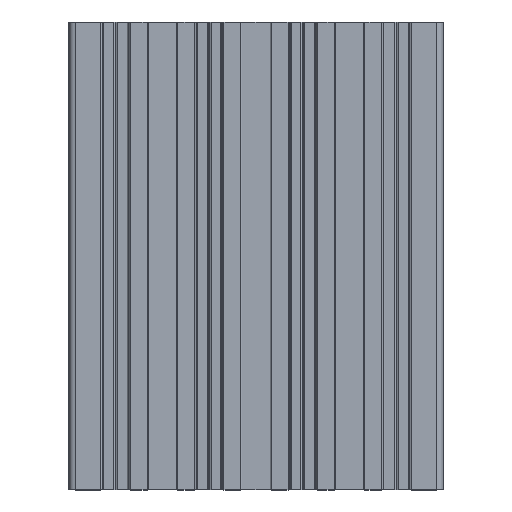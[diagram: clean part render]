
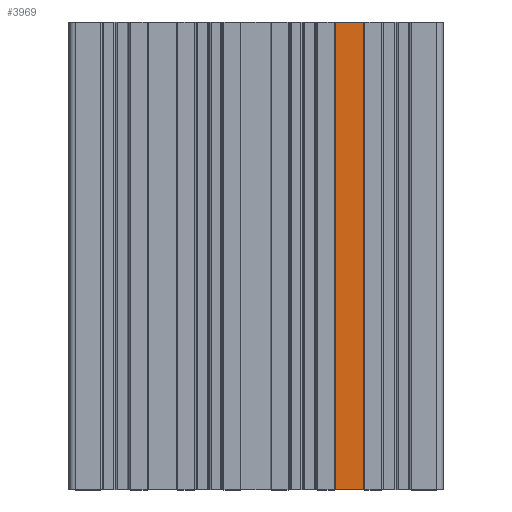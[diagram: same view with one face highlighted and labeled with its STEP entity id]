
A CAD part, top view. The second image highlights one B-rep face of the part: STEP entity #3969.
In plain terms, the highlighted planar face has unit normal (0, 0, 1).
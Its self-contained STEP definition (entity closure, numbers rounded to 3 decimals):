
#89 = LINE ( 'NONE', #14118, #13412 ) ;
#601 = DIRECTION ( 'NONE',  ( 0., 0., 1. ) ) ;
#803 = EDGE_CURVE ( 'NONE', #20649, #22161, #89, .T. ) ;
#1403 = EDGE_CURVE ( 'NONE', #22161, #9418, #17723, .T. ) ;
#2725 = CARTESIAN_POINT ( 'NONE',  ( 46., 200., 19. ) ) ;
#2999 = FACE_OUTER_BOUND ( 'NONE', #18781, .T. ) ;
#3969 = ADVANCED_FACE ( 'NONE', ( #2999 ), #9507, .T. ) ;
#4947 = VECTOR ( 'NONE', #16438, 1000. ) ;
#5248 = ORIENTED_EDGE ( 'NONE', *, *, #803, .T. ) ;
#5880 = ORIENTED_EDGE ( 'NONE', *, *, #11326, .T. ) ;
#6597 = DIRECTION ( 'NONE',  ( 0., -1., 0. ) ) ;
#7048 = ORIENTED_EDGE ( 'NONE', *, *, #1403, .T. ) ;
#8593 = ORIENTED_EDGE ( 'NONE', *, *, #15291, .F. ) ;
#9418 = VERTEX_POINT ( 'NONE', #2725 ) ;
#9507 = PLANE ( 'NONE',  #18016 ) ;
#10153 = LINE ( 'NONE', #13809, #14533 ) ;
#10201 = CARTESIAN_POINT ( 'NONE',  ( 0., 200., 19. ) ) ;
#11119 = CARTESIAN_POINT ( 'NONE',  ( 46., 0., 19. ) ) ;
#11326 = EDGE_CURVE ( 'NONE', #14702, #20649, #10153, .T. ) ;
#11829 = LINE ( 'NONE', #10201, #20574 ) ;
#12938 = CARTESIAN_POINT ( 'NONE',  ( 34., 0., 19. ) ) ;
#13412 = VECTOR ( 'NONE', #19559, 1000. ) ;
#13809 = CARTESIAN_POINT ( 'NONE',  ( 34., 0., 19. ) ) ;
#14118 = CARTESIAN_POINT ( 'NONE',  ( 34., 0., 19. ) ) ;
#14533 = VECTOR ( 'NONE', #6597, 1000. ) ;
#14573 = CARTESIAN_POINT ( 'NONE',  ( 46., 0., 19. ) ) ;
#14702 = VERTEX_POINT ( 'NONE', #20172 ) ;
#15291 = EDGE_CURVE ( 'NONE', #14702, #9418, #11829, .T. ) ;
#15504 = CARTESIAN_POINT ( 'NONE',  ( 34., 0., 19. ) ) ;
#16438 = DIRECTION ( 'NONE',  ( 0., 1., 0. ) ) ;
#17723 = LINE ( 'NONE', #11119, #4947 ) ;
#18016 = AXIS2_PLACEMENT_3D ( 'NONE', #12938, #601, #21638 ) ;
#18781 = EDGE_LOOP ( 'NONE', ( #5248, #7048, #8593, #5880 ) ) ;
#19559 = DIRECTION ( 'NONE',  ( 1., 0., 0. ) ) ;
#20172 = CARTESIAN_POINT ( 'NONE',  ( 34., 200., 19. ) ) ;
#20574 = VECTOR ( 'NONE', #20813, 1000. ) ;
#20649 = VERTEX_POINT ( 'NONE', #15504 ) ;
#20813 = DIRECTION ( 'NONE',  ( 1., 0., 0. ) ) ;
#21638 = DIRECTION ( 'NONE',  ( 1., 0., 0. ) ) ;
#22161 = VERTEX_POINT ( 'NONE', #14573 ) ;
